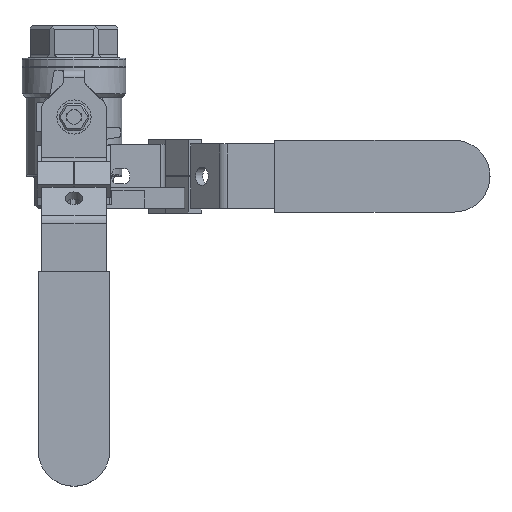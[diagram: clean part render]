
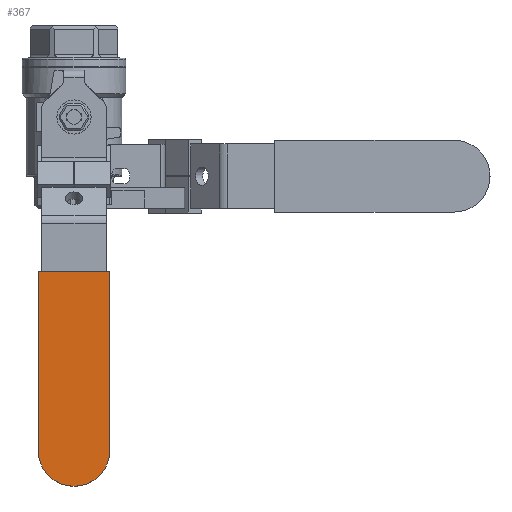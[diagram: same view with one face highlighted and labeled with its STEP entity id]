
A CAD part, top view. The second image highlights one B-rep face of the part: STEP entity #367.
In plain terms, the highlighted face is planar.
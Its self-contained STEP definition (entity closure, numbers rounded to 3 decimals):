
#367 = ADVANCED_FACE( '', ( #916 ), #917, .F. );
#916 = FACE_OUTER_BOUND( '', #1683, .T. );
#917 = PLANE( '', #1684 );
#1683 = EDGE_LOOP( '', ( #3039, #3040, #3041, #3042 ) );
#1684 = AXIS2_PLACEMENT_3D( '', #3043, #3044, #3045 );
#3039 = ORIENTED_EDGE( '', *, *, #4967, .T. );
#3040 = ORIENTED_EDGE( '', *, *, #4968, .F. );
#3041 = ORIENTED_EDGE( '', *, *, #4969, .F. );
#3042 = ORIENTED_EDGE( '', *, *, #4970, .F. );
#3043 = CARTESIAN_POINT( '', ( 0., 0., 0. ) );
#3044 = DIRECTION( '', ( 0., 1., 0. ) );
#3045 = DIRECTION( '', ( 0., 0., 1. ) );
#4967 = EDGE_CURVE( '', #5934, #5935, #5936, .F. );
#4968 = EDGE_CURVE( '', #5937, #5935, #5938, .T. );
#4969 = EDGE_CURVE( '', #5939, #5937, #5940, .T. );
#4970 = EDGE_CURVE( '', #5934, #5939, #5941, .T. );
#5934 = VERTEX_POINT( '', #7327 );
#5935 = VERTEX_POINT( '', #7328 );
#5936 = CIRCLE( '', #7329, 10. );
#5937 = VERTEX_POINT( '', #7330 );
#5938 = LINE( '', #7331, #7332 );
#5939 = VERTEX_POINT( '', #7333 );
#5940 = LINE( '', #7334, #7335 );
#5941 = LINE( '', #7336, #7337 );
#7327 = CARTESIAN_POINT( '', ( 10., 0., 20. ) );
#7328 = CARTESIAN_POINT( '', ( 10., 0., 0. ) );
#7329 = AXIS2_PLACEMENT_3D( '', #9361, #9362, #9363 );
#7330 = CARTESIAN_POINT( '', ( 60., 0., 0. ) );
#7331 = CARTESIAN_POINT( '', ( 60., 0., 0. ) );
#7332 = VECTOR( '', #9364, 1000. );
#7333 = CARTESIAN_POINT( '', ( 60., 0., 20. ) );
#7334 = CARTESIAN_POINT( '', ( 60., 0., 20. ) );
#7335 = VECTOR( '', #9365, 1000. );
#7336 = CARTESIAN_POINT( '', ( 0., 0., 20. ) );
#7337 = VECTOR( '', #9366, 1000. );
#9361 = CARTESIAN_POINT( '', ( 10., 0., 10. ) );
#9362 = DIRECTION( '', ( 0., 1., 0. ) );
#9363 = DIRECTION( '', ( 0., 0., 1. ) );
#9364 = DIRECTION( '', ( -1., 0., 0. ) );
#9365 = DIRECTION( '', ( 0., 0., -1. ) );
#9366 = DIRECTION( '', ( 1., 0., 0. ) );
